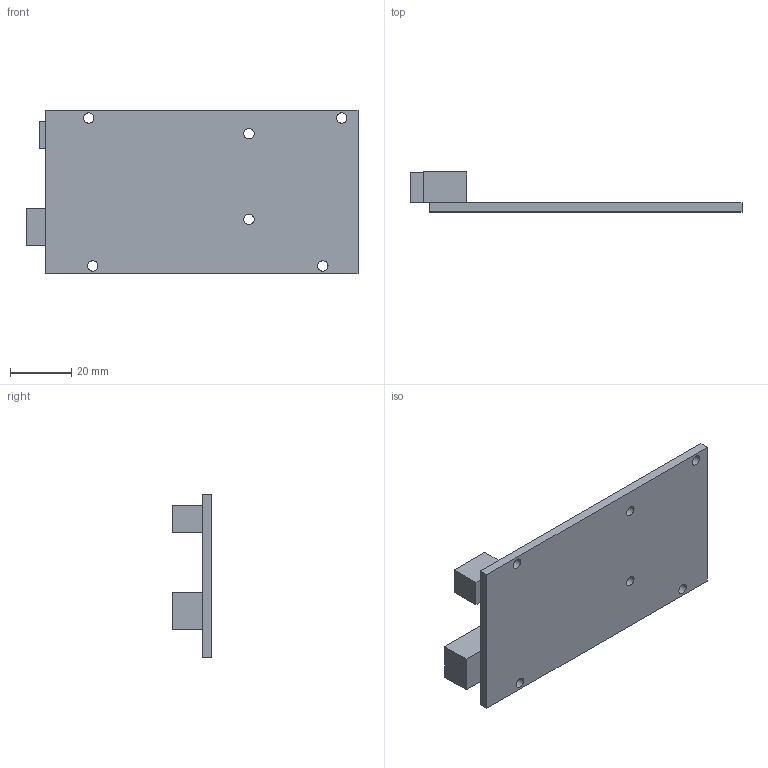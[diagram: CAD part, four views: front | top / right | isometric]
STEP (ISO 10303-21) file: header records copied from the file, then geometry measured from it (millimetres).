
FILE_DESCRIPTION((''),'2;1');
FILE_NAME('ARDUINO_MEGA','2020-12-28T11:53:18',('TINH LE'),(''),'CREO PARAMETRIC BY PTC INC, 2020154','CREO PARAMETRIC BY PTC INC, 2020154','');
FILE_SCHEMA(('CONFIG_CONTROL_DESIGN'));
Length unit declared in the file: millimetre
Products named in the file (1): ARDUINO_MEGA
Bounding box: 108.29 x 13 x 53.4 mm (x, y, z)
Volume: 19383.4 mm3; surface area: 13109.6 mm2
Topology: 1 solids, 1 shells, 30 faces, 80 edges, 52 vertices
Faces by surface type: plane 18, cylinder 12
Entity records: 998 total; most frequent: DIRECTION 164, CARTESIAN_POINT 162, ORIENTED_EDGE 160, EDGE_CURVE 80, VECTOR 56, LINE 56, AXIS2_PLACEMENT_3D 54, VERTEX_POINT 52
